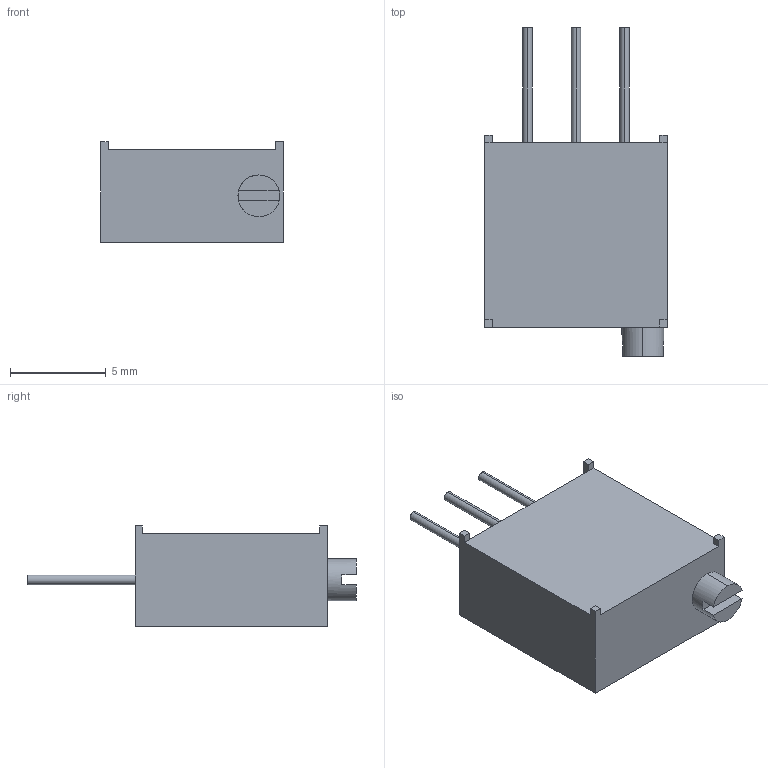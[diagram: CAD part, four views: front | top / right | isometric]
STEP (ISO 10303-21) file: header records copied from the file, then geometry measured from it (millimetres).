
FILE_DESCRIPTION (( 'STEP AP214' ), '1' );
FILE_NAME ('TRIMER_POT.STEP', '2014-04-29T21:41:38', ( '' ), ( '' ), 'SwSTEP 2.0', 'SolidWorks 2012', '' );
FILE_SCHEMA (( 'AUTOMOTIVE_DESIGN' ));
Length unit declared in the file: centimetre
Products named in the file (1): TRIMER_POT
Bounding box: 9.53 x 17.18 x 5.23 mm (x, y, z)
Volume: 453.7 mm3; surface area: 420.5 mm2
Topology: 1 solids, 1 shells, 36 faces, 88 edges, 58 vertices
Faces by surface type: plane 28, cylinder 8
Entity records: 1486 total; most frequent: CARTESIAN_POINT 183, DIRECTION 182, ORIENTED_EDGE 176, EDGE_CURVE 88, LINE 68, VECTOR 68, VERTEX_POINT 58, AXIS2_PLACEMENT_3D 57
